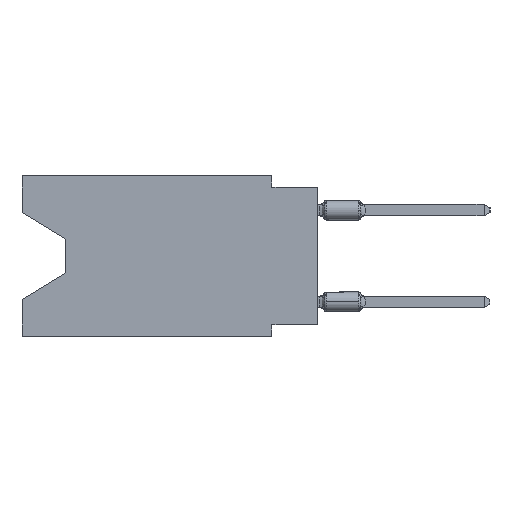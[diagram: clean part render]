
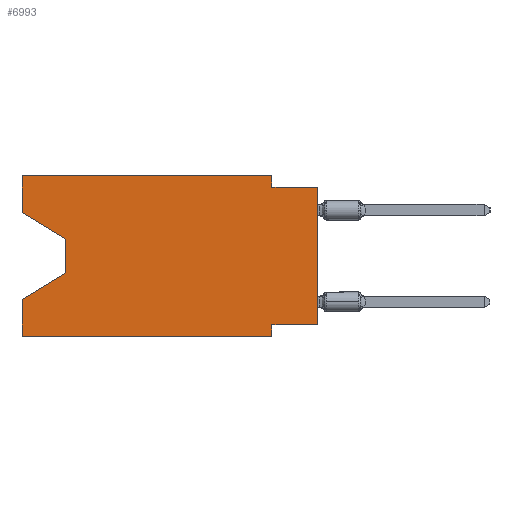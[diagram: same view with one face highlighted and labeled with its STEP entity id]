
A CAD part, left-side view. The second image highlights one B-rep face of the part: STEP entity #6993.
In plain terms, the highlighted planar face has unit normal (-1, 0, 0).
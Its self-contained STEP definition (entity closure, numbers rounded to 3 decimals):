
#109 = CARTESIAN_POINT ( 'NONE',  ( 0., 2.54, -8.89 ) ) ;
#170 = CARTESIAN_POINT ( 'NONE',  ( 0., 2.54, -8.89 ) ) ;
#169 = DIRECTION ( 'NONE',  ( 0., 0., 1. ) ) ;
#181 = ORIENTED_EDGE ( 'NONE', *, *, #7650, .F. ) ;
#271 = EDGE_CURVE ( 'NONE', #5559, #6396, #16402, .T. ) ;
#352 = VECTOR ( 'NONE', #18234, 1000. ) ;
#584 = LINE ( 'NONE', #5429, #13061 ) ;
#1792 = CARTESIAN_POINT ( 'NONE',  ( 0., 13.97, -3.505 ) ) ;
#2901 = VERTEX_POINT ( 'NONE', #9122 ) ;
#3184 = DIRECTION ( 'NONE',  ( 0., 0., -1. ) ) ;
#3512 = VECTOR ( 'NONE', #28189, 1000. ) ;
#3752 = EDGE_CURVE ( 'NONE', #2901, #9763, #11630, .T. ) ;
#3807 = VERTEX_POINT ( 'NONE', #22017 ) ;
#4117 = DIRECTION ( 'NONE',  ( 0., 1., 0. ) ) ;
#4362 = LINE ( 'NONE', #17494, #3512 ) ;
#4489 = ORIENTED_EDGE ( 'NONE', *, *, #20925, .T. ) ;
#4777 = VECTOR ( 'NONE', #33602, 1000. ) ;
#5199 = DIRECTION ( 'NONE',  ( 0., -1., 0. ) ) ;
#5429 = CARTESIAN_POINT ( 'NONE',  ( 0., 2.54, 0. ) ) ;
#5517 = VECTOR ( 'NONE', #5867, 1000. ) ;
#5559 = VERTEX_POINT ( 'NONE', #27654 ) ;
#5627 = DIRECTION ( 'NONE',  ( 0., -1., 0. ) ) ;
#5867 = DIRECTION ( 'NONE',  ( 0., 0., -1. ) ) ;
#5965 = VECTOR ( 'NONE', #4117, 1000. ) ;
#6221 = VERTEX_POINT ( 'NONE', #109 ) ;
#6396 = VERTEX_POINT ( 'NONE', #13922 ) ;
#6993 = ADVANCED_FACE ( 'NONE', ( #20732 ), #28519, .F. ) ;
#7242 = EDGE_CURVE ( 'NONE', #5559, #24088, #27272, .T. ) ;
#7650 = EDGE_CURVE ( 'NONE', #25614, #6396, #31936, .T. ) ;
#8953 = CARTESIAN_POINT ( 'NONE',  ( 0., 0., -8.255 ) ) ;
#9122 = CARTESIAN_POINT ( 'NONE',  ( 0., 16.383, -2.038 ) ) ;
#9225 = DIRECTION ( 'NONE',  ( 0., 0., 1. ) ) ;
#9484 = EDGE_CURVE ( 'NONE', #24088, #6221, #26778, .T. ) ;
#9763 = VERTEX_POINT ( 'NONE', #23647 ) ;
#10950 = VERTEX_POINT ( 'NONE', #15691 ) ;
#11630 = LINE ( 'NONE', #21842, #22202 ) ;
#11803 = ORIENTED_EDGE ( 'NONE', *, *, #3752, .F. ) ;
#12603 = VERTEX_POINT ( 'NONE', #17614 ) ;
#13061 = VECTOR ( 'NONE', #3184, 1000. ) ;
#13646 = DIRECTION ( 'NONE',  ( 0., 0., 1. ) ) ;
#13922 = CARTESIAN_POINT ( 'NONE',  ( 0., 0., -0.635 ) ) ;
#14579 = LINE ( 'NONE', #1792, #19567 ) ;
#15143 = EDGE_CURVE ( 'NONE', #12603, #3807, #14579, .T. ) ;
#15691 = CARTESIAN_POINT ( 'NONE',  ( 0., 16.383, -6.852 ) ) ;
#16402 = LINE ( 'NONE', #21581, #18374 ) ;
#16652 = ORIENTED_EDGE ( 'NONE', *, *, #15143, .T. ) ;
#16953 = ORIENTED_EDGE ( 'NONE', *, *, #32415, .F. ) ;
#17280 = VERTEX_POINT ( 'NONE', #33588 ) ;
#17494 = CARTESIAN_POINT ( 'NONE',  ( 0., 16.383, 0. ) ) ;
#17614 = CARTESIAN_POINT ( 'NONE',  ( 0., 13.97, -3.505 ) ) ;
#17630 = DIRECTION ( 'NONE',  ( 1., 0., 0. ) ) ;
#17686 = CARTESIAN_POINT ( 'NONE',  ( 0., 16.383, -2.038 ) ) ;
#18206 = LINE ( 'NONE', #17686, #4777 ) ;
#18234 = DIRECTION ( 'NONE',  ( 0., 0.855, -0.519 ) ) ;
#18313 = CARTESIAN_POINT ( 'NONE',  ( 0., 16.383, 0. ) ) ;
#18374 = VECTOR ( 'NONE', #13646, 1000. ) ;
#18514 = VERTEX_POINT ( 'NONE', #31161 ) ;
#19567 = VECTOR ( 'NONE', #22705, 1000. ) ;
#20038 = ORIENTED_EDGE ( 'NONE', *, *, #23142, .T. ) ;
#20380 = EDGE_CURVE ( 'NONE', #18514, #10950, #23845, .T. ) ;
#20732 = FACE_OUTER_BOUND ( 'NONE', #32999, .T. ) ;
#20925 = EDGE_CURVE ( 'NONE', #3807, #10950, #28607, .T. ) ;
#20980 = EDGE_CURVE ( 'NONE', #17280, #25614, #584, .T. ) ;
#21581 = CARTESIAN_POINT ( 'NONE',  ( 0., 0., 0. ) ) ;
#21835 = VECTOR ( 'NONE', #169, 1000. ) ;
#21842 = CARTESIAN_POINT ( 'NONE',  ( 0., 16.383, 0. ) ) ;
#22017 = CARTESIAN_POINT ( 'NONE',  ( 0., 13.97, -5.385 ) ) ;
#22202 = VECTOR ( 'NONE', #9225, 1000. ) ;
#22593 = CARTESIAN_POINT ( 'NONE',  ( 0., 2.54, -0.635 ) ) ;
#22705 = DIRECTION ( 'NONE',  ( 0., 0., -1. ) ) ;
#23142 = EDGE_CURVE ( 'NONE', #2901, #12603, #18206, .T. ) ;
#23647 = CARTESIAN_POINT ( 'NONE',  ( 0., 16.383, 0. ) ) ;
#23845 = LINE ( 'NONE', #29047, #21835 ) ;
#24088 = VERTEX_POINT ( 'NONE', #27197 ) ;
#24215 = VECTOR ( 'NONE', #5627, 1000. ) ;
#24390 = ORIENTED_EDGE ( 'NONE', *, *, #7242, .F. ) ;
#25288 = AXIS2_PLACEMENT_3D ( 'NONE', #18313, #17630, #31292 ) ;
#25614 = VERTEX_POINT ( 'NONE', #22593 ) ;
#26002 = CARTESIAN_POINT ( 'NONE',  ( 0., 13.97, -5.385 ) ) ;
#26208 = VECTOR ( 'NONE', #5199, 1000. ) ;
#26296 = LINE ( 'NONE', #32008, #26208 ) ;
#26768 = ORIENTED_EDGE ( 'NONE', *, *, #9484, .F. ) ;
#26778 = LINE ( 'NONE', #170, #5517 ) ;
#27197 = CARTESIAN_POINT ( 'NONE',  ( 0., 2.54, -8.255 ) ) ;
#27272 = LINE ( 'NONE', #8953, #5965 ) ;
#27654 = CARTESIAN_POINT ( 'NONE',  ( 0., 0., -8.255 ) ) ;
#27858 = ORIENTED_EDGE ( 'NONE', *, *, #20980, .F. ) ;
#27997 = ORIENTED_EDGE ( 'NONE', *, *, #33756, .T. ) ;
#28189 = DIRECTION ( 'NONE',  ( 0., -1., 0. ) ) ;
#28519 = PLANE ( 'NONE',  #25288 ) ;
#28607 = LINE ( 'NONE', #26002, #352 ) ;
#29047 = CARTESIAN_POINT ( 'NONE',  ( 0., 16.383, 0. ) ) ;
#29323 = CARTESIAN_POINT ( 'NONE',  ( 0., 0., -0.635 ) ) ;
#29570 = ORIENTED_EDGE ( 'NONE', *, *, #20380, .F. ) ;
#31161 = CARTESIAN_POINT ( 'NONE',  ( 0., 16.383, -8.89 ) ) ;
#31292 = DIRECTION ( 'NONE',  ( 0., 0., -1. ) ) ;
#31936 = LINE ( 'NONE', #29323, #24215 ) ;
#32008 = CARTESIAN_POINT ( 'NONE',  ( 0., 16.383, -8.89 ) ) ;
#32415 = EDGE_CURVE ( 'NONE', #9763, #17280, #4362, .T. ) ;
#32522 = ORIENTED_EDGE ( 'NONE', *, *, #271, .T. ) ;
#32999 = EDGE_LOOP ( 'NONE', ( #20038, #16652, #4489, #29570, #27997, #26768, #24390, #32522, #181, #27858, #16953, #11803 ) ) ;
#33588 = CARTESIAN_POINT ( 'NONE',  ( 0., 2.54, 0. ) ) ;
#33602 = DIRECTION ( 'NONE',  ( 0., -0.855, -0.519 ) ) ;
#33756 = EDGE_CURVE ( 'NONE', #18514, #6221, #26296, .T. ) ;
